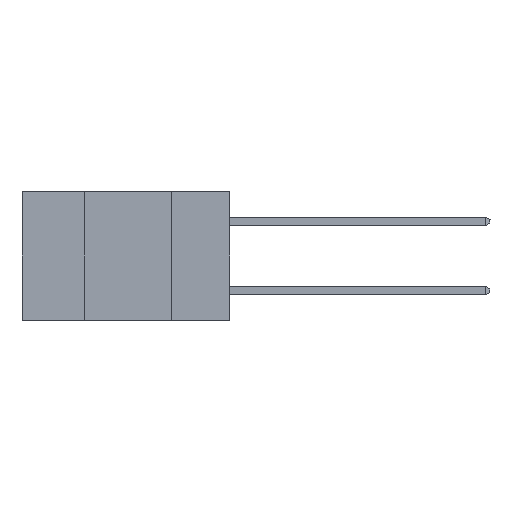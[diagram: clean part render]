
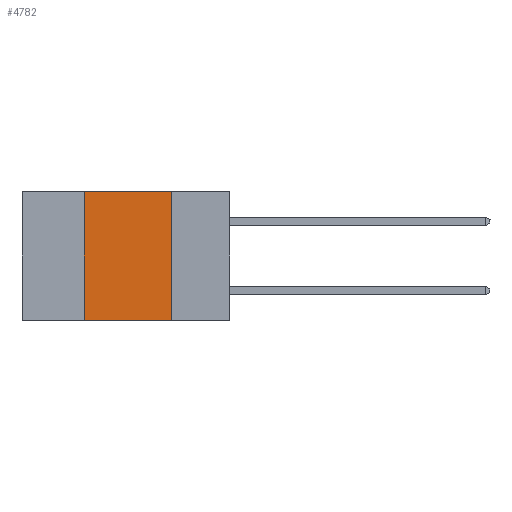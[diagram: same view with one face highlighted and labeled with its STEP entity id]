
A CAD part, left-side view. The second image highlights one B-rep face of the part: STEP entity #4782.
In plain terms, the highlighted planar face has unit normal (-1, 0, 0).
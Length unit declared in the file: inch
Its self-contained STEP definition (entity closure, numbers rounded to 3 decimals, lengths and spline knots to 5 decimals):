
#90 = VERTEX_POINT ( 'NONE', #6599 ) ;
#385 = CARTESIAN_POINT ( 'NONE',  ( 0., 0.17, -0.37 ) ) ;
#660 = LINE ( 'NONE', #6331, #9530 ) ;
#661 = ORIENTED_EDGE ( 'NONE', *, *, #11209, .F. ) ;
#817 = VECTOR ( 'NONE', #5897, 39.37008 ) ;
#1265 = LINE ( 'NONE', #8104, #817 ) ;
#1739 = EDGE_LOOP ( 'NONE', ( #2914, #10418, #661, #8843 ) ) ;
#2914 = ORIENTED_EDGE ( 'NONE', *, *, #9609, .F. ) ;
#4033 = LINE ( 'NONE', #14610, #13407 ) ;
#4782 = ADVANCED_FACE ( 'NONE', ( #7977 ), #12621, .F. ) ;
#5277 = DIRECTION ( 'NONE',  ( 0., -1., 0. ) ) ;
#5897 = DIRECTION ( 'NONE',  ( 0., 0., 1. ) ) ;
#5939 = CARTESIAN_POINT ( 'NONE',  ( 0., 0.17, -0.37 ) ) ;
#6307 = DIRECTION ( 'NONE',  ( 0., -1., 0. ) ) ;
#6331 = CARTESIAN_POINT ( 'NONE',  ( 0., 0.6, 0. ) ) ;
#6599 = CARTESIAN_POINT ( 'NONE',  ( 0., 0.42, 0. ) ) ;
#6637 = VERTEX_POINT ( 'NONE', #8042 ) ;
#6812 = VERTEX_POINT ( 'NONE', #9938 ) ;
#7977 = FACE_OUTER_BOUND ( 'NONE', #1739, .T. ) ;
#8042 = CARTESIAN_POINT ( 'NONE',  ( 0., 0.42, -0.37 ) ) ;
#8104 = CARTESIAN_POINT ( 'NONE',  ( 0., 0.42, -0.37 ) ) ;
#8576 = LINE ( 'NONE', #385, #13850 ) ;
#8843 = ORIENTED_EDGE ( 'NONE', *, *, #12305, .T. ) ;
#9530 = VECTOR ( 'NONE', #5277, 39.37008 ) ;
#9609 = EDGE_CURVE ( 'NONE', #6812, #12244, #8576, .T. ) ;
#9938 = CARTESIAN_POINT ( 'NONE',  ( 0., 0.17, 0. ) ) ;
#10189 = DIRECTION ( 'NONE',  ( 1., 0., 0. ) ) ;
#10418 = ORIENTED_EDGE ( 'NONE', *, *, #13107, .F. ) ;
#11209 = EDGE_CURVE ( 'NONE', #6637, #90, #1265, .T. ) ;
#12244 = VERTEX_POINT ( 'NONE', #5939 ) ;
#12305 = EDGE_CURVE ( 'NONE', #6637, #12244, #4033, .T. ) ;
#12621 = PLANE ( 'NONE',  #13169 ) ;
#13107 = EDGE_CURVE ( 'NONE', #90, #6812, #660, .T. ) ;
#13169 = AXIS2_PLACEMENT_3D ( 'NONE', #13558, #10189, #14845 ) ;
#13407 = VECTOR ( 'NONE', #6307, 39.37008 ) ;
#13558 = CARTESIAN_POINT ( 'NONE',  ( 0., 0.6, 0. ) ) ;
#13850 = VECTOR ( 'NONE', #14218, 39.37008 ) ;
#14218 = DIRECTION ( 'NONE',  ( 0., 0., -1. ) ) ;
#14610 = CARTESIAN_POINT ( 'NONE',  ( 0., 0.6, -0.37 ) ) ;
#14845 = DIRECTION ( 'NONE',  ( 0., 0., -1. ) ) ;
